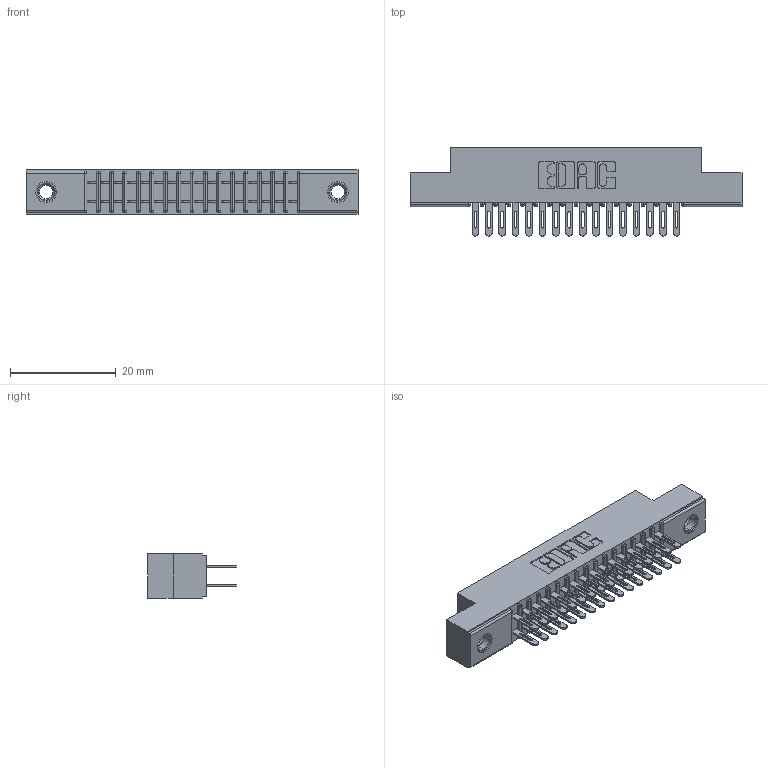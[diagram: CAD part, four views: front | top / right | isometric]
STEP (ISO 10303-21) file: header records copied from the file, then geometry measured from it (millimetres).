
FILE_DESCRIPTION (( 'STEP AP203' ), '1' );
FILE_NAME ('341-032-500-207.STEP', '2018-08-06T20:42:16', ( '' ), ( '' ), 'SwSTEP 2.0', 'SolidWorks 2016', '' );
FILE_SCHEMA (( 'CONFIG_CONTROL_DESIGN' ));
Length unit declared in the file: inch
Products named in the file (4): 345-250-001_345-250-005-103; 341-032-500-207; 341 Part_.156 (3.96) Dia Mounting Holes; 341-292-001_341-292-100
Assembly tree (35 placements, depth 2):
  341-032-500-207
    341 Part_.156 (3.96) Dia Mounting Holes
    341-292-001_341-292-100  x32
    345-250-001_345-250-005-103  x2
Bounding box: 62.87 x 16.69 x 8.38 mm (x, y, z)
Volume: 3623.1 mm3; surface area: 7470.3 mm2
Topology: 35 solids, 35 shells, 2288 faces, 6580 edges, 4258 vertices
Faces by surface type: plane 1316, cylinder 892, sphere 34, torus 34, cone 12
Entity records: 24020 total; most frequent: CARTESIAN_POINT 3975, ORIENTED_EDGE 3940, DIRECTION 3890, EDGE_CURVE 1970, VECTOR 1556, LINE 1556, VERTEX_POINT 1252, AXIS2_PLACEMENT_3D 1167
